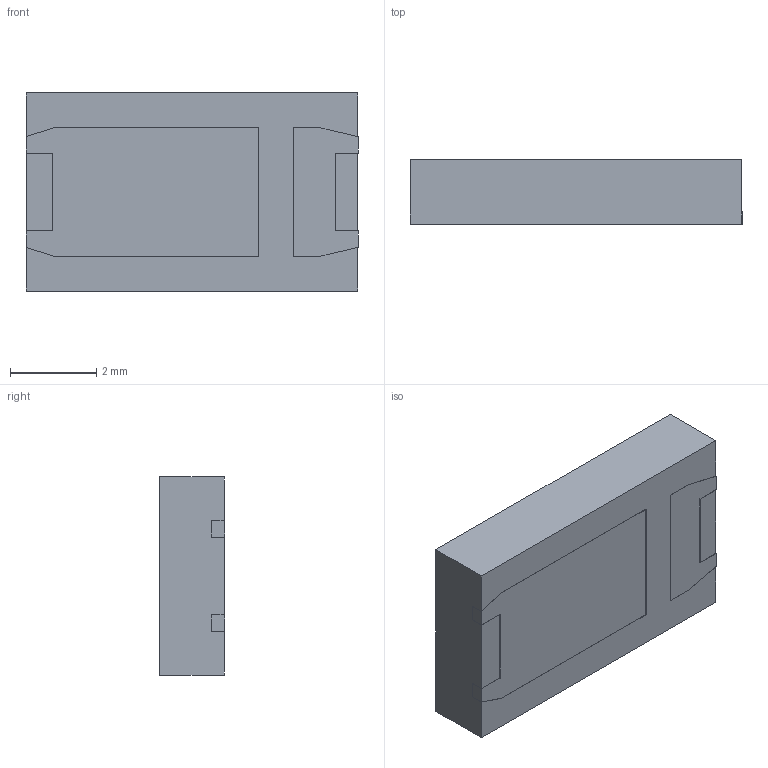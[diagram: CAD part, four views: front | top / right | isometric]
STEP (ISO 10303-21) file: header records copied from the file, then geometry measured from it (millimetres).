
FILE_DESCRIPTION (( 'STEP AP214' ), '1' );
FILE_NAME ('CTS_TWZ_7343_L7.7W4.6H1.5S1.5F3R5.4.STEP', '2017-05-04T22:32:35', ( '' ), ( '' ), 'SwSTEP 2.0', 'SolidWorks 2014', '' );
FILE_SCHEMA (( 'AUTOMOTIVE_DESIGN' ));
Length unit declared in the file: millimetre
Products named in the file (1): CTS_TWZ_7343_L7.7W4.6H1.5S1.5F3R5.4
Bounding box: 7.71 x 1.51 x 4.6 mm (x, y, z)
Volume: 53.2 mm3; surface area: 114.1 mm2
Topology: 4 solids, 4 shells, 100 faces, 264 edges, 172 vertices
Faces by surface type: plane 100
Entity records: 3546 total; most frequent: CARTESIAN_POINT 537, ORIENTED_EDGE 528, DIRECTION 466, EDGE_CURVE 264, LINE 264, VECTOR 264, VERTEX_POINT 172, AXIS2_PLACEMENT_3D 101
